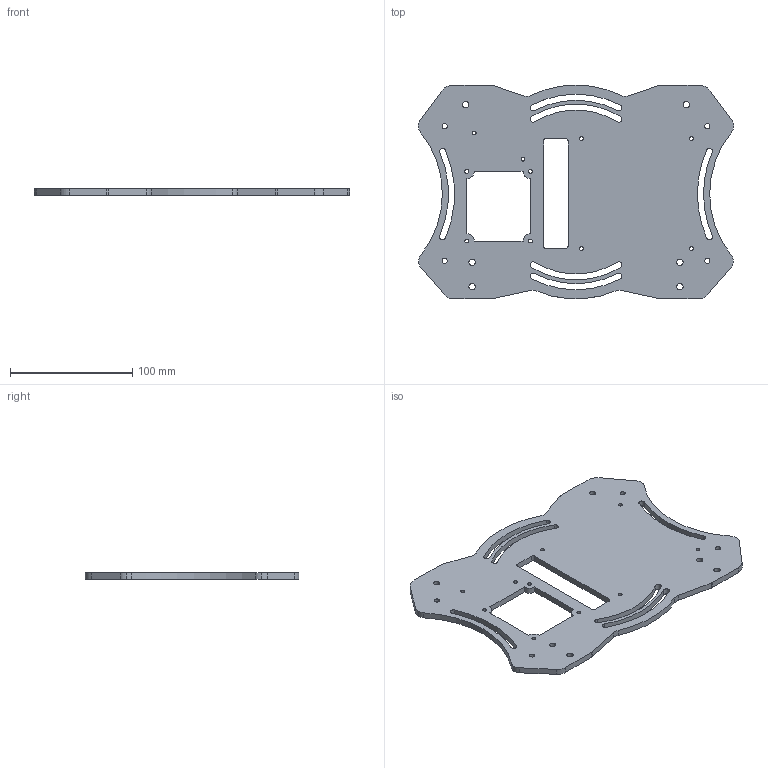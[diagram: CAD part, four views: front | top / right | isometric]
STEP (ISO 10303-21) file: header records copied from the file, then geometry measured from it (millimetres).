
FILE_DESCRIPTION (( 'STEP AP203' ), '1' );
FILE_NAME ('Back plate.STEP', '2026-01-11T20:20:23', ( '' ), ( '' ), 'SwSTEP 2.0', 'SolidWorks 2024', '' );
FILE_SCHEMA (( 'CONFIG_CONTROL_DESIGN' ));
Length unit declared in the file: millimetre
Products named in the file (1): Back plate
Bounding box: 258.26 x 175 x 5 mm (x, y, z)
Volume: 163537.1 mm3; surface area: 77781.6 mm2
Topology: 1 solids, 1 shells, 125 faces, 369 edges, 246 vertices
Faces by surface type: cylinder 103, plane 22
Entity records: 4478 total; most frequent: DIRECTION 827, CARTESIAN_POINT 741, ORIENTED_EDGE 738, EDGE_CURVE 369, AXIS2_PLACEMENT_3D 332, VERTEX_POINT 246, CIRCLE 206, EDGE_LOOP 181
